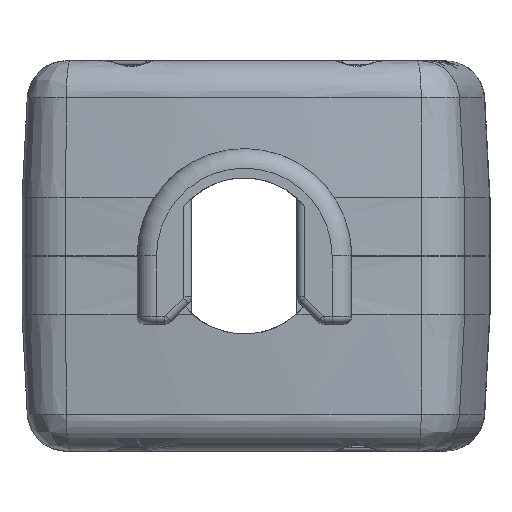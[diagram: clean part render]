
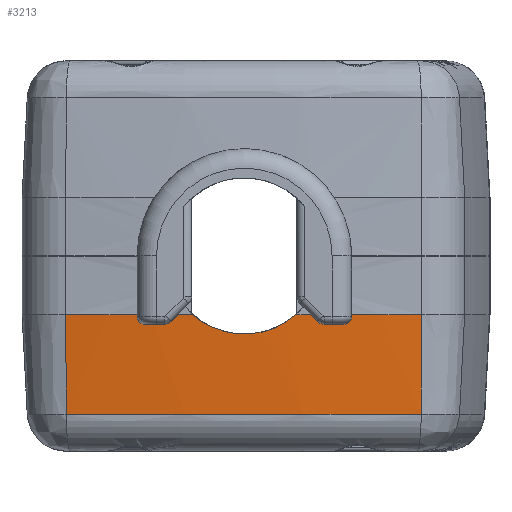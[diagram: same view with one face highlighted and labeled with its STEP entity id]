
A CAD part, front view. The second image highlights one B-rep face of the part: STEP entity #3213.
In plain terms, the highlighted conical face has half-angle 3 degrees and reference radius 90 mm.
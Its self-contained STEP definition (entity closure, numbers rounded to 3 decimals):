
#3213 = ADVANCED_FACE( 'NONE', ( #6965 ), #6966, .T. );
#6965 = FACE_OUTER_BOUND( '', #12273, .T. );
#6966 = CONICAL_SURFACE( '', #12274, 90., 0.052 );
#12273 = EDGE_LOOP( '', ( #23885, #23886, #23887, #23888, #23889, #23890 ) );
#12274 = AXIS2_PLACEMENT_3D( '', #23891, #23892, #23893 );
#23885 = ORIENTED_EDGE( '', *, *, #29807, .F. );
#23886 = ORIENTED_EDGE( '', *, *, #33724, .T. );
#23887 = ORIENTED_EDGE( '', *, *, #29786, .T. );
#23888 = ORIENTED_EDGE( '', *, *, #33725, .T. );
#23889 = ORIENTED_EDGE( '', *, *, #33726, .T. );
#23890 = ORIENTED_EDGE( '', *, *, #30186, .F. );
#23891 = CARTESIAN_POINT( '', ( 13., 72., 0. ) );
#23892 = DIRECTION( '', ( 0., 0., 1. ) );
#23893 = DIRECTION( '', ( 1., 0., 0. ) );
#29786 = EDGE_CURVE( 'NONE', #35173, #35174, #35175, .T. );
#29807 = EDGE_CURVE( 'NONE', #35208, #35146, #35210, .T. );
#30186 = EDGE_CURVE( 'NONE', #35146, #35875, #35876, .T. );
#33724 = EDGE_CURVE( 'NONE', #35208, #35173, #41275, .T. );
#33725 = EDGE_CURVE( 'NONE', #35174, #41276, #41277, .T. );
#33726 = EDGE_CURVE( 'NONE', #41276, #35875, #41278, .T. );
#35146 = VERTEX_POINT( 'NONE', #43061 );
#35173 = VERTEX_POINT( 'NONE', #43097 );
#35174 = VERTEX_POINT( 'NONE', #43098 );
#35175 = LINE( '', #43099, #43100 );
#35208 = VERTEX_POINT( 'NONE', #43146 );
#35210 = LINE( '', #43148, #43149 );
#35875 = VERTEX_POINT( 'NONE', #44233 );
#35876 = CIRCLE( '', #44234, 90. );
#41275 = CIRCLE( '', #54734, 89.732 );
#41276 = VERTEX_POINT( 'NONE', #54735 );
#41277 = CIRCLE( '', #54736, 90. );
#41278 = B_SPLINE_CURVE_WITH_KNOTS( '', 3, ( #54737, #54738, #54739, #54740, #54741, #54742, #54743, #54744, #54745, #54746, #54747, #54748, #54749, #54750, #54751, #54752, #54753, #54754 ), .UNSPECIFIED., .F., .F., ( 4, 2, 2, 2, 2, 2, 2, 2, 4 ), ( 0.02, 0.021, 0.021, 0.022, 0.023, 0.024, 0.024, 0.025, 0.026 ), .UNSPECIFIED. );
#43061 = CARTESIAN_POINT( '', ( 3.743, -17.523, 0. ) );
#43097 = CARTESIAN_POINT( '', ( 21.97, -17.283, -5.105 ) );
#43098 = CARTESIAN_POINT( '', ( 21.997, -17.549, 0. ) );
#43099 = CARTESIAN_POINT( '', ( 21.997, -17.549, 0. ) );
#43100 = VECTOR( '', #57456, 1000. );
#43146 = CARTESIAN_POINT( '', ( 3.77, -17.257, -5.105 ) );
#43148 = CARTESIAN_POINT( '', ( -2686.124, -26030.301, 499000. ) );
#43149 = VECTOR( '', #57479, 1000. );
#44233 = CARTESIAN_POINT( '', ( 10.254, -17.958, 0. ) );
#44234 = AXIS2_PLACEMENT_3D( '', #57855, #57856, #57857 );
#54734 = AXIS2_PLACEMENT_3D( '', #61186, #61187, #61188 );
#54735 = CARTESIAN_POINT( '', ( 15.546, -17.964, 0. ) );
#54736 = AXIS2_PLACEMENT_3D( '', #61189, #61190, #61191 );
#54737 = CARTESIAN_POINT( '', ( 15.546, -17.964, 0. ) );
#54738 = CARTESIAN_POINT( '', ( 15.364, -17.961, -0.16 ) );
#54739 = CARTESIAN_POINT( '', ( 15.17, -17.958, -0.302 ) );
#54740 = CARTESIAN_POINT( '', ( 14.76, -17.954, -0.55 ) );
#54741 = CARTESIAN_POINT( '', ( 14.54, -17.953, -0.656 ) );
#54742 = CARTESIAN_POINT( '', ( 14.089, -17.95, -0.827 ) );
#54743 = CARTESIAN_POINT( '', ( 13.857, -17.95, -0.891 ) );
#54744 = CARTESIAN_POINT( '', ( 13.385, -17.948, -0.978 ) );
#54745 = CARTESIAN_POINT( '', ( 13.141, -17.948, -1. ) );
#54746 = CARTESIAN_POINT( '', ( 12.66, -17.947, -1. ) );
#54747 = CARTESIAN_POINT( '', ( 12.421, -17.947, -0.978 ) );
#54748 = CARTESIAN_POINT( '', ( 11.948, -17.947, -0.892 ) );
#54749 = CARTESIAN_POINT( '', ( 11.712, -17.948, -0.827 ) );
#54750 = CARTESIAN_POINT( '', ( 11.262, -17.949, -0.657 ) );
#54751 = CARTESIAN_POINT( '', ( 11.046, -17.95, -0.553 ) );
#54752 = CARTESIAN_POINT( '', ( 10.633, -17.953, -0.304 ) );
#54753 = CARTESIAN_POINT( '', ( 10.436, -17.955, -0.16 ) );
#54754 = CARTESIAN_POINT( '', ( 10.254, -17.958, 0. ) );
#57456 = DIRECTION( '', ( 0.005, -0.052, 0.999 ) );
#57479 = DIRECTION( '', ( -0.005, -0.052, 0.999 ) );
#57855 = CARTESIAN_POINT( '', ( 13., 72., 0. ) );
#57856 = DIRECTION( '', ( 0., 0., 1. ) );
#57857 = DIRECTION( '', ( -1., 0., 0. ) );
#61186 = CARTESIAN_POINT( '', ( 13., 72., -5.105 ) );
#61187 = DIRECTION( '', ( 0., 0., 1. ) );
#61188 = DIRECTION( '', ( -1., 0., 0. ) );
#61189 = CARTESIAN_POINT( '', ( 13., 72., 0. ) );
#61190 = DIRECTION( '', ( 0., 0., -1. ) );
#61191 = DIRECTION( '', ( -1., 0., 0. ) );
